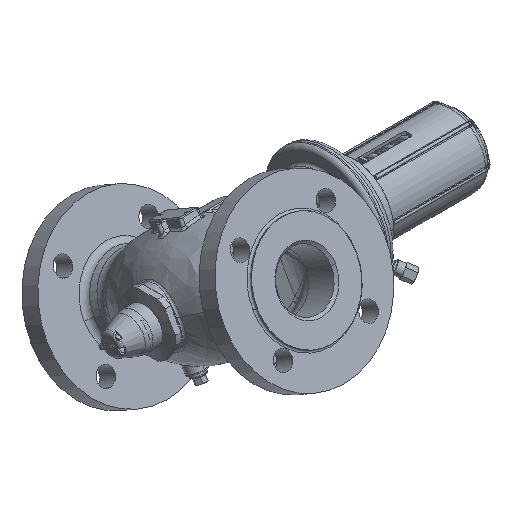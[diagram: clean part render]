
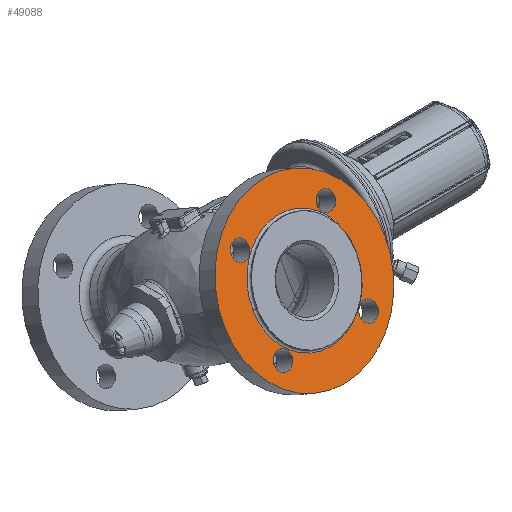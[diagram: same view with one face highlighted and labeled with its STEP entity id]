
A CAD part, isometric view. The second image highlights one B-rep face of the part: STEP entity #49088.
In plain terms, the highlighted planar face has unit normal (0, -0.866, 0.5).
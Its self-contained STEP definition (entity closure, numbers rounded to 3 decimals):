
#12552=CARTESIAN_POINT('',(-120.7,-99.593,57.5));
#12553=DIRECTION('',(0.,0.866,-0.5));
#12554=DIRECTION('',(1.,0.,0.));
#12555=AXIS2_PLACEMENT_3D('',#12552,#12553,#12554);
#12557=CARTESIAN_POINT('',(-120.7,-99.593,57.5));
#12558=DIRECTION('',(0.,-0.866,0.5));
#12559=DIRECTION('',(1.,0.,0.));
#12560=AXIS2_PLACEMENT_3D('',#12557,#12558,#12559);
#12562=CARTESIAN_POINT('',(-76.506,-77.496,
95.773));
#12563=DIRECTION('',(0.,-0.866,0.5));
#12564=DIRECTION('',(1.,0.,0.));
#12565=AXIS2_PLACEMENT_3D('',#12562,#12563,#12564);
#12567=CARTESIAN_POINT('',(-76.506,-77.496,
95.773));
#12568=DIRECTION('',(0.,-0.866,0.5));
#12569=DIRECTION('',(-1.,0.,0.));
#12570=AXIS2_PLACEMENT_3D('',#12567,#12568,#12569);
#12572=CARTESIAN_POINT('',(-164.894,-77.496,
95.773));
#12573=DIRECTION('',(0.,-0.866,0.5));
#12574=DIRECTION('',(1.,0.,0.));
#12575=AXIS2_PLACEMENT_3D('',#12572,#12573,#12574);
#12577=CARTESIAN_POINT('',(-164.894,-77.496,
95.773));
#12578=DIRECTION('',(0.,-0.866,0.5));
#12579=DIRECTION('',(-1.,0.,0.));
#12580=AXIS2_PLACEMENT_3D('',#12577,#12578,#12579);
#12582=CARTESIAN_POINT('',(-164.894,-121.69,
19.227));
#12583=DIRECTION('',(0.,-0.866,0.5));
#12584=DIRECTION('',(1.,0.,0.));
#12585=AXIS2_PLACEMENT_3D('',#12582,#12583,#12584);
#12587=CARTESIAN_POINT('',(-164.894,-121.69,
19.227));
#12588=DIRECTION('',(0.,-0.866,0.5));
#12589=DIRECTION('',(-1.,0.,0.));
#12590=AXIS2_PLACEMENT_3D('',#12587,#12588,#12589);
#12592=CARTESIAN_POINT('',(-76.506,-121.69,
19.227));
#12593=DIRECTION('',(0.,-0.866,0.5));
#12594=DIRECTION('',(1.,0.,0.));
#12595=AXIS2_PLACEMENT_3D('',#12592,#12593,#12594);
#12597=CARTESIAN_POINT('',(-76.506,-121.69,
19.227));
#12598=DIRECTION('',(0.,-0.866,0.5));
#12599=DIRECTION('',(-1.,0.,0.));
#12600=AXIS2_PLACEMENT_3D('',#12597,#12598,#12599);
#12602=CARTESIAN_POINT('',(-120.7,-99.593,57.5));
#12603=DIRECTION('',(0.,-0.866,0.5));
#12604=DIRECTION('',(1.,0.,0.));
#12605=AXIS2_PLACEMENT_3D('',#12602,#12603,#12604);
#12615=CARTESIAN_POINT('',(-120.7,-99.593,57.5));
#12616=DIRECTION('',(0.,0.866,-0.5));
#12617=DIRECTION('',(1.,0.,0.));
#12618=AXIS2_PLACEMENT_3D('',#12615,#12616,#12617);
#38462=CARTESIAN_POINT('',(-67.7,-99.593,57.5));
#38463=VERTEX_POINT('',#38462);
#38464=CARTESIAN_POINT('',(-38.2,-99.593,57.5));
#38466=VERTEX_POINT('',#38464);
#38506=CARTESIAN_POINT('',(-173.7,-99.593,57.5));
#38507=VERTEX_POINT('',#38506);
#38508=CARTESIAN_POINT('',(-203.2,-99.593,57.5));
#38510=VERTEX_POINT('',#38508);
#38542=CARTESIAN_POINT('',(-67.506,-77.496,
95.773));
#38543=CARTESIAN_POINT('',(-85.506,-77.496,
95.773));
#38544=VERTEX_POINT('',#38542);
#38545=VERTEX_POINT('',#38543);
#38546=CARTESIAN_POINT('',(-155.894,-77.496,
95.773));
#38547=CARTESIAN_POINT('',(-173.894,-77.496,
95.773));
#38548=VERTEX_POINT('',#38546);
#38549=VERTEX_POINT('',#38547);
#38550=CARTESIAN_POINT('',(-155.894,-121.69,
19.227));
#38551=CARTESIAN_POINT('',(-173.894,-121.69,
19.227));
#38552=VERTEX_POINT('',#38550);
#38553=VERTEX_POINT('',#38551);
#38554=CARTESIAN_POINT('',(-67.506,-121.69,
19.227));
#38555=CARTESIAN_POINT('',(-85.506,-121.69,
19.227));
#38556=VERTEX_POINT('',#38554);
#38557=VERTEX_POINT('',#38555);
#49049=CARTESIAN_POINT('',(-120.7,-99.593,57.5));
#49050=DIRECTION('',(0.,-0.866,0.5));
#49051=DIRECTION('',(-1.,0.,0.));
#49052=AXIS2_PLACEMENT_3D('',#49049,#49050,#49051);
#49053=PLANE('',#49052);
#49055=ORIENTED_EDGE('',*,*,#49054,.F.);
#49057=ORIENTED_EDGE('',*,*,#49056,.T.);
#49058=EDGE_LOOP('',(#49055,#49057));
#49059=FACE_OUTER_BOUND('',#49058,.F.);
#49060=ORIENTED_EDGE('',*,*,#49028,.F.);
#49061=ORIENTED_EDGE('',*,*,#49044,.T.);
#49062=EDGE_LOOP('',(#49060,#49061));
#49063=FACE_BOUND('',#49062,.F.);
#49065=ORIENTED_EDGE('',*,*,#49064,.T.);
#49067=ORIENTED_EDGE('',*,*,#49066,.T.);
#49068=EDGE_LOOP('',(#49065,#49067));
#49069=FACE_BOUND('',#49068,.F.);
#49071=ORIENTED_EDGE('',*,*,#49070,.T.);
#49073=ORIENTED_EDGE('',*,*,#49072,.T.);
#49074=EDGE_LOOP('',(#49071,#49073));
#49075=FACE_BOUND('',#49074,.F.);
#49077=ORIENTED_EDGE('',*,*,#49076,.T.);
#49079=ORIENTED_EDGE('',*,*,#49078,.T.);
#49080=EDGE_LOOP('',(#49077,#49079));
#49081=FACE_BOUND('',#49080,.F.);
#49083=ORIENTED_EDGE('',*,*,#49082,.T.);
#49085=ORIENTED_EDGE('',*,*,#49084,.T.);
#49086=EDGE_LOOP('',(#49083,#49085));
#49087=FACE_BOUND('',#49086,.F.);
#49088=ADVANCED_FACE('',(#49059,#49063,#49069,#49075,#49081,#49087),#49053,.T.);
#12556=CIRCLE('',#12555,53.);
#12561=CIRCLE('',#12560,53.);
#12566=CIRCLE('',#12565,9.);
#12571=CIRCLE('',#12570,9.);
#12576=CIRCLE('',#12575,9.);
#12581=CIRCLE('',#12580,9.);
#12586=CIRCLE('',#12585,9.);
#12591=CIRCLE('',#12590,9.);
#12596=CIRCLE('',#12595,9.);
#12601=CIRCLE('',#12600,9.);
#12606=CIRCLE('',#12605,82.5);
#12619=CIRCLE('',#12618,82.5);
#49028=EDGE_CURVE('',#38463,#38507,#12556,.T.);
#49044=EDGE_CURVE('',#38463,#38507,#12561,.T.);
#49054=EDGE_CURVE('',#38466,#38510,#12606,.T.);
#49056=EDGE_CURVE('',#38466,#38510,#12619,.T.);
#49064=EDGE_CURVE('',#38544,#38545,#12566,.T.);
#49066=EDGE_CURVE('',#38545,#38544,#12571,.T.);
#49070=EDGE_CURVE('',#38548,#38549,#12576,.T.);
#49072=EDGE_CURVE('',#38549,#38548,#12581,.T.);
#49076=EDGE_CURVE('',#38552,#38553,#12586,.T.);
#49078=EDGE_CURVE('',#38553,#38552,#12591,.T.);
#49082=EDGE_CURVE('',#38556,#38557,#12596,.T.);
#49084=EDGE_CURVE('',#38557,#38556,#12601,.T.);
